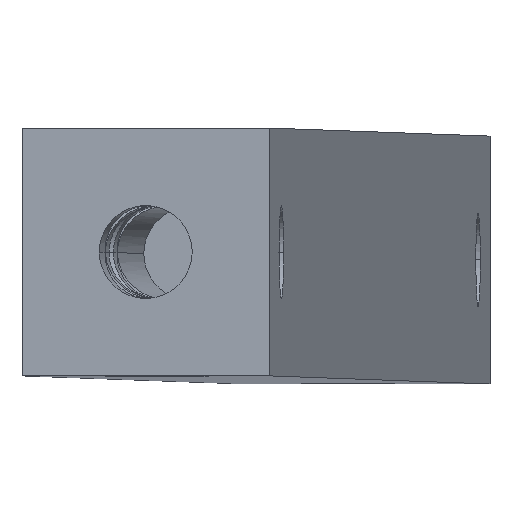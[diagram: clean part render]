
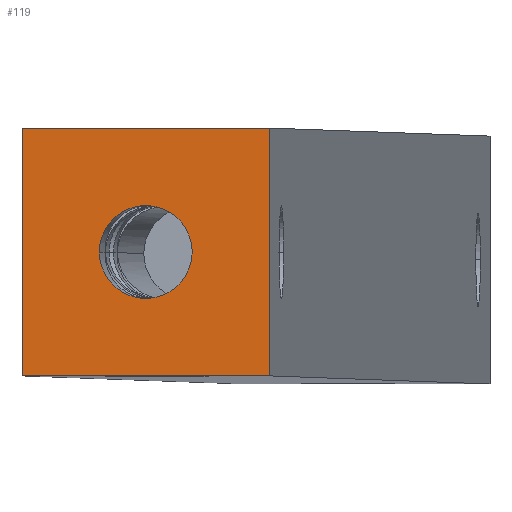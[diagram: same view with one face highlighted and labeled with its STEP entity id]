
A CAD part, top view. The second image highlights one B-rep face of the part: STEP entity #119.
In plain terms, the highlighted planar face has unit normal (-0.048, 0, 0.999).
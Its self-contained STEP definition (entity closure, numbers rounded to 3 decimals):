
#96 = CIRCLE ( 'NONE', #1486, 0.6 ) ;
#119 = ADVANCED_FACE ( 'NONE', ( #1851, #370 ), #1039, .T. ) ;
#136 = EDGE_LOOP ( 'NONE', ( #1732, #2080, #660, #1179 ) ) ;
#189 = CARTESIAN_POINT ( 'NONE',  ( 436.001, 65.15, 82.099 ) ) ;
#234 = LINE ( 'NONE', #1738, #735 ) ;
#243 = VERTEX_POINT ( 'NONE', #695 ) ;
#268 = DIRECTION ( 'NONE',  ( -0.999, 0., -0.048 ) ) ;
#315 = CARTESIAN_POINT ( 'NONE',  ( 437., 66.75, 82.147 ) ) ;
#355 = DIRECTION ( 'NONE',  ( 0., -1., 0. ) ) ;
#370 = FACE_BOUND ( 'NONE', #487, .T. ) ;
#385 = DIRECTION ( 'NONE',  ( 0.999, 0., 0.048 ) ) ;
#396 = DIRECTION ( 'NONE',  ( -0.048, 0., 0.999 ) ) ;
#411 = CARTESIAN_POINT ( 'NONE',  ( 437.599, 66.75, 82.175 ) ) ;
#415 = DIRECTION ( 'NONE',  ( 0., 1., 0. ) ) ;
#487 = EDGE_LOOP ( 'NONE', ( #766, #1255 ) ) ;
#502 = VERTEX_POINT ( 'NONE', #2007 ) ;
#515 = EDGE_CURVE ( 'NONE', #919, #643, #2019, .T. ) ;
#521 = LINE ( 'NONE', #688, #942 ) ;
#578 = EDGE_CURVE ( 'NONE', #1041, #243, #970, .T. ) ;
#582 = EDGE_CURVE ( 'NONE', #643, #2089, #1548, .T. ) ;
#610 = DIRECTION ( 'NONE',  ( 0.999, 0., 0.048 ) ) ;
#643 = VERTEX_POINT ( 'NONE', #791 ) ;
#660 = ORIENTED_EDGE ( 'NONE', *, *, #515, .T. ) ;
#677 = CARTESIAN_POINT ( 'NONE',  ( 0.982, -49.13, 61.28 ) ) ;
#684 = CARTESIAN_POINT ( 'NONE',  ( 439.197, 65.15, 82.252 ) ) ;
#688 = CARTESIAN_POINT ( 'NONE',  ( 436.001, 68.35, 82.099 ) ) ;
#695 = CARTESIAN_POINT ( 'NONE',  ( 438.198, 66.75, 82.204 ) ) ;
#735 = VECTOR ( 'NONE', #268, 1000. ) ;
#766 = ORIENTED_EDGE ( 'NONE', *, *, #842, .F. ) ;
#791 = CARTESIAN_POINT ( 'NONE',  ( 439.197, 65.15, 82.252 ) ) ;
#842 = EDGE_CURVE ( 'NONE', #243, #1041, #96, .T. ) ;
#919 = VERTEX_POINT ( 'NONE', #1059 ) ;
#942 = VECTOR ( 'NONE', #355, 1000. ) ;
#970 = CIRCLE ( 'NONE', #2139, 0.6 ) ;
#1039 = PLANE ( 'NONE',  #1171 ) ;
#1041 = VERTEX_POINT ( 'NONE', #315 ) ;
#1050 = DIRECTION ( 'NONE',  ( 0.999, 0., 0.048 ) ) ;
#1059 = CARTESIAN_POINT ( 'NONE',  ( 436.001, 65.15, 82.099 ) ) ;
#1171 = AXIS2_PLACEMENT_3D ( 'NONE', #677, #2033, #415 ) ;
#1179 = ORIENTED_EDGE ( 'NONE', *, *, #582, .T. ) ;
#1255 = ORIENTED_EDGE ( 'NONE', *, *, #578, .F. ) ;
#1335 = DIRECTION ( 'NONE',  ( 0., 1., 0. ) ) ;
#1358 = VECTOR ( 'NONE', #385, 1000. ) ;
#1486 = AXIS2_PLACEMENT_3D ( 'NONE', #411, #1575, #610 ) ;
#1534 = EDGE_CURVE ( 'NONE', #502, #919, #521, .T. ) ;
#1548 = LINE ( 'NONE', #684, #1754 ) ;
#1575 = DIRECTION ( 'NONE',  ( -0.048, 0., 0.999 ) ) ;
#1584 = CARTESIAN_POINT ( 'NONE',  ( 439.197, 68.35, 82.252 ) ) ;
#1732 = ORIENTED_EDGE ( 'NONE', *, *, #2070, .T. ) ;
#1738 = CARTESIAN_POINT ( 'NONE',  ( 439.197, 68.35, 82.252 ) ) ;
#1754 = VECTOR ( 'NONE', #1335, 1000. ) ;
#1845 = CARTESIAN_POINT ( 'NONE',  ( 437.599, 66.75, 82.175 ) ) ;
#1851 = FACE_OUTER_BOUND ( 'NONE', #136, .T. ) ;
#2007 = CARTESIAN_POINT ( 'NONE',  ( 436.001, 68.35, 82.099 ) ) ;
#2019 = LINE ( 'NONE', #189, #1358 ) ;
#2033 = DIRECTION ( 'NONE',  ( -0.048, 0., 0.999 ) ) ;
#2070 = EDGE_CURVE ( 'NONE', #2089, #502, #234, .T. ) ;
#2080 = ORIENTED_EDGE ( 'NONE', *, *, #1534, .T. ) ;
#2089 = VERTEX_POINT ( 'NONE', #1584 ) ;
#2139 = AXIS2_PLACEMENT_3D ( 'NONE', #1845, #396, #1050 ) ;
